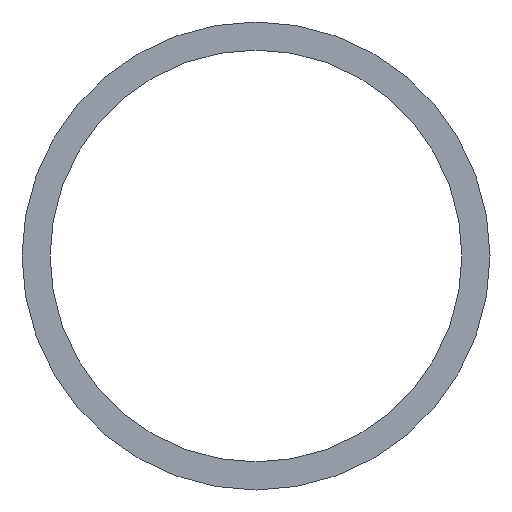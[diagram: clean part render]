
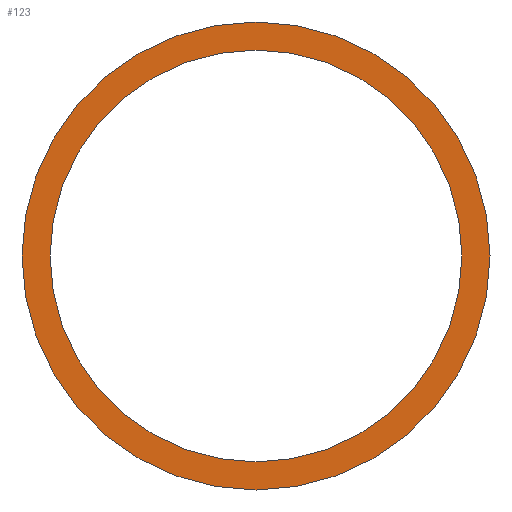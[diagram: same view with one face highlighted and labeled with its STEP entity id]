
A CAD part, front view. The second image highlights one B-rep face of the part: STEP entity #123.
In plain terms, the highlighted planar face has unit normal (0, -1, 0).
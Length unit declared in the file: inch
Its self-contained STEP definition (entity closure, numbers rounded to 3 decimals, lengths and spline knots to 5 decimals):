
#3 = DIRECTION ( 'NONE',  ( 0., 0., 1. ) ) ;
#6 = PLANE ( 'NONE',  #219 ) ;
#11 = EDGE_LOOP ( 'NONE', ( #107, #177 ) ) ;
#14 = CARTESIAN_POINT ( 'NONE',  ( 0., 0., 0. ) ) ;
#15 = AXIS2_PLACEMENT_3D ( 'NONE', #67, #66, #65 ) ;
#16 = CARTESIAN_POINT ( 'NONE',  ( 0., 0., -0.21985 ) ) ;
#34 = DIRECTION ( 'NONE',  ( 0., 0., 1. ) ) ;
#35 = DIRECTION ( 'NONE',  ( 0., 1., 0. ) ) ;
#36 = EDGE_CURVE ( 'NONE', #101, #87, #85, .T. ) ;
#40 = CARTESIAN_POINT ( 'NONE',  ( 0., 0., 0. ) ) ;
#43 = CARTESIAN_POINT ( 'NONE',  ( 0., 0., -0.24985 ) ) ;
#51 = EDGE_CURVE ( 'NONE', #87, #101, #183, .T. ) ;
#62 = EDGE_CURVE ( 'NONE', #146, #199, #191, .T. ) ;
#65 = DIRECTION ( 'NONE',  ( 0., 0., 1. ) ) ;
#66 = DIRECTION ( 'NONE',  ( 0., 1., 0. ) ) ;
#67 = CARTESIAN_POINT ( 'NONE',  ( 0., 0., 0. ) ) ;
#70 = DIRECTION ( 'NONE',  ( 0., 0., 1. ) ) ;
#73 = CIRCLE ( 'NONE', #232, 0.24985 ) ;
#85 = CIRCLE ( 'NONE', #15, 0.21985 ) ;
#87 = VERTEX_POINT ( 'NONE', #16 ) ;
#90 = ORIENTED_EDGE ( 'NONE', *, *, #36, .T. ) ;
#93 = FACE_BOUND ( 'NONE', #194, .T. ) ;
#95 = DIRECTION ( 'NONE',  ( 0., 1., 0. ) ) ;
#98 = DIRECTION ( 'NONE',  ( 0., 0., 1. ) ) ;
#101 = VERTEX_POINT ( 'NONE', #242 ) ;
#102 = ORIENTED_EDGE ( 'NONE', *, *, #51, .T. ) ;
#107 = ORIENTED_EDGE ( 'NONE', *, *, #62, .F. ) ;
#123 = ADVANCED_FACE ( 'NONE', ( #249, #93 ), #6, .F. ) ;
#127 = DIRECTION ( 'NONE',  ( 0., 1., 0. ) ) ;
#133 = AXIS2_PLACEMENT_3D ( 'NONE', #14, #127, #70 ) ;
#146 = VERTEX_POINT ( 'NONE', #43 ) ;
#174 = EDGE_CURVE ( 'NONE', #199, #146, #73, .T. ) ;
#177 = ORIENTED_EDGE ( 'NONE', *, *, #174, .F. ) ;
#183 = CIRCLE ( 'NONE', #197, 0.21985 ) ;
#187 = CARTESIAN_POINT ( 'NONE',  ( 0., 0., 0. ) ) ;
#191 = CIRCLE ( 'NONE', #133, 0.24985 ) ;
#192 = CARTESIAN_POINT ( 'NONE',  ( 0., 0., 0. ) ) ;
#194 = EDGE_LOOP ( 'NONE', ( #102, #90 ) ) ;
#197 = AXIS2_PLACEMENT_3D ( 'NONE', #40, #35, #34 ) ;
#199 = VERTEX_POINT ( 'NONE', #212 ) ;
#209 = DIRECTION ( 'NONE',  ( 0., 1., 0. ) ) ;
#212 = CARTESIAN_POINT ( 'NONE',  ( 0., 0., 0.24985 ) ) ;
#219 = AXIS2_PLACEMENT_3D ( 'NONE', #192, #209, #98 ) ;
#232 = AXIS2_PLACEMENT_3D ( 'NONE', #187, #95, #3 ) ;
#242 = CARTESIAN_POINT ( 'NONE',  ( 0., 0., 0.21985 ) ) ;
#249 = FACE_OUTER_BOUND ( 'NONE', #11, .T. ) ;
